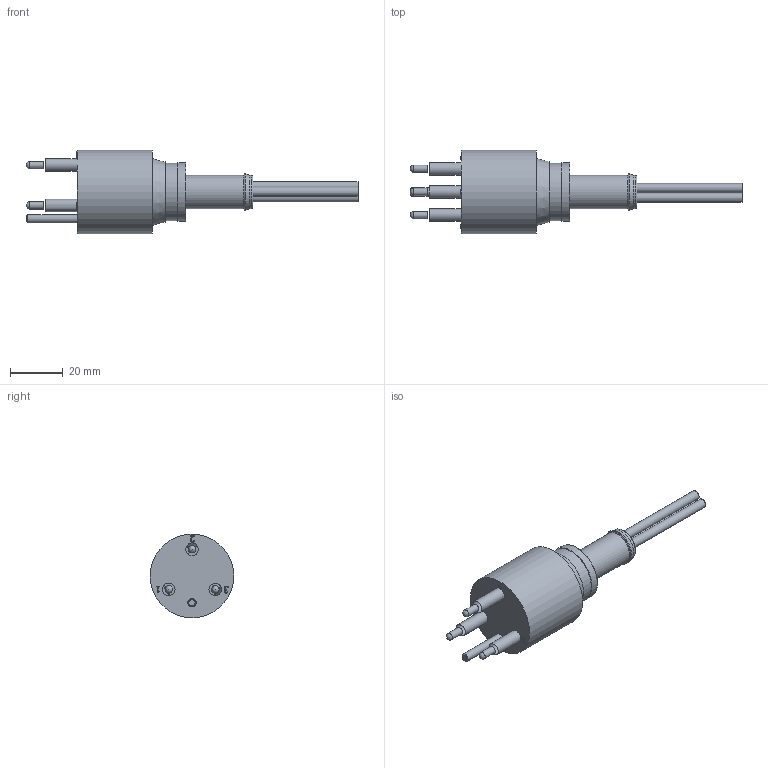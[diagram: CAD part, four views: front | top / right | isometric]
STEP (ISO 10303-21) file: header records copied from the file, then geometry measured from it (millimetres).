
FILE_DESCRIPTION(/* description */ ('STEP AP214'),/* implementation_level */ '2;1');
FILE_NAME(/* name */ 'PBOFB3M.stp',/* time_stamp */ '2021-01-12T15:36:21+01:00',/* author */ ('sh'),/* organization */ (''),/* preprocessor_version */ 'ST-DEVELOPER v17.2',/* originating_system */ 'Autodesk Inventor 2019',/* authorisation */ '');
FILE_SCHEMA (('AUTOMOTIVE_DESIGN { 1 0 10303 214 3 1 1 }'));
Length unit declared in the file: inch
Products named in the file (1): 01009810
Bounding box: 125.96 x 31.75 x 31.75 mm (x, y, z)
Volume: 33178.1 mm3; surface area: 8540.1 mm2
Topology: 1 solids, 1 shells, 104 faces, 281 edges, 197 vertices
Faces by surface type: plane 44, bspline 34, cylinder 15, cone 6, torus 5
Full cylindrical faces by diameter (mm): 2.779 x3, 3.175 x1, 3.556 x3, 4.762 x3, 12.7 x2, 21.844 x1, 22.149 x1, 31.75 x1
Entity records: 3700 total; most frequent: CARTESIAN_POINT 1064, ORIENTED_EDGE 562, DIRECTION 456, EDGE_CURVE 281, VERTEX_POINT 197, AXIS2_PLACEMENT_3D 166, LINE 124, VECTOR 124
